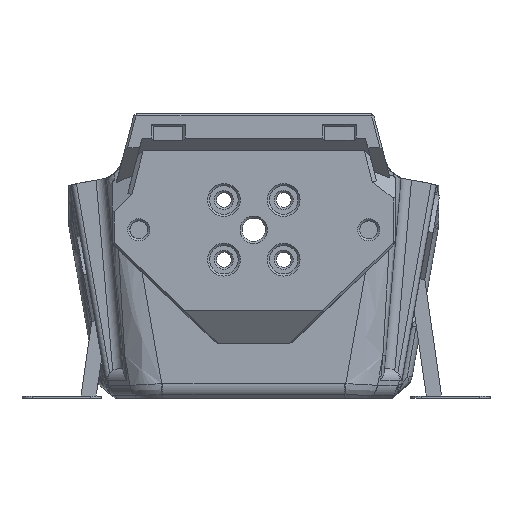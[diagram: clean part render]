
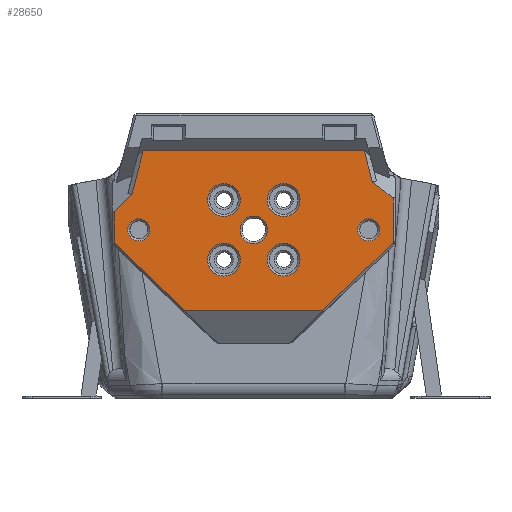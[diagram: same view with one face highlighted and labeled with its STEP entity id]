
A CAD part, front view. The second image highlights one B-rep face of the part: STEP entity #28650.
In plain terms, the highlighted planar face has unit normal (0, -1, 0).
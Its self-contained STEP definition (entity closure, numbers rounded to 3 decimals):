
#723=ELLIPSE('',#31025,0.222,0.15);
#724=ELLIPSE('',#31026,0.222,0.15);
#2284=CIRCLE('',#31027,2.1);
#2285=CIRCLE('',#31028,2.1);
#2286=CIRCLE('',#31029,2.6);
#2287=CIRCLE('',#31030,3.1);
#2288=CIRCLE('',#31031,3.1);
#2289=CIRCLE('',#31032,3.1);
#2290=CIRCLE('',#31033,3.1);
#10055=ORIENTED_EDGE('',*,*,#15068,.T.);
#10056=ORIENTED_EDGE('',*,*,#15069,.T.);
#10057=ORIENTED_EDGE('',*,*,#15070,.T.);
#10058=ORIENTED_EDGE('',*,*,#12244,.F.);
#10059=ORIENTED_EDGE('',*,*,#15071,.T.);
#10060=ORIENTED_EDGE('',*,*,#12235,.F.);
#10061=ORIENTED_EDGE('',*,*,#15072,.T.);
#10062=ORIENTED_EDGE('',*,*,#15073,.T.);
#10063=ORIENTED_EDGE('',*,*,#15074,.T.);
#10064=ORIENTED_EDGE('',*,*,#15075,.T.);
#10065=ORIENTED_EDGE('',*,*,#15076,.T.);
#10066=ORIENTED_EDGE('',*,*,#15077,.T.);
#10067=ORIENTED_EDGE('',*,*,#15078,.T.);
#10068=ORIENTED_EDGE('',*,*,#15079,.T.);
#10069=ORIENTED_EDGE('',*,*,#15080,.T.);
#10070=ORIENTED_EDGE('',*,*,#15081,.F.);
#10071=ORIENTED_EDGE('',*,*,#15082,.F.);
#10072=ORIENTED_EDGE('',*,*,#15083,.T.);
#10073=ORIENTED_EDGE('',*,*,#15084,.T.);
#12235=EDGE_CURVE('',#16200,#16201,#18717,.F.);
#12244=EDGE_CURVE('',#16209,#16210,#18726,.F.);
#15068=EDGE_CURVE('',#17986,#17987,#20301,.T.);
#15069=EDGE_CURVE('',#17987,#17988,#723,.T.);
#15070=EDGE_CURVE('',#17988,#16210,#20302,.T.);
#15071=EDGE_CURVE('',#16209,#16201,#20303,.T.);
#15072=EDGE_CURVE('',#16200,#17989,#20304,.T.);
#15073=EDGE_CURVE('',#17989,#17990,#20305,.F.);
#15074=EDGE_CURVE('',#17990,#17991,#20306,.T.);
#15075=EDGE_CURVE('',#17991,#17992,#724,.T.);
#15076=EDGE_CURVE('',#17992,#17993,#20307,.T.);
#15077=EDGE_CURVE('',#17993,#17986,#20308,.T.);
#15078=EDGE_CURVE('',#17994,#17994,#2284,.F.);
#15079=EDGE_CURVE('',#17995,#17995,#2285,.F.);
#15080=EDGE_CURVE('',#17996,#17996,#2286,.F.);
#15081=EDGE_CURVE('',#17997,#17997,#2287,.F.);
#15082=EDGE_CURVE('',#17998,#17998,#2288,.F.);
#15083=EDGE_CURVE('',#17999,#17999,#2289,.F.);
#15084=EDGE_CURVE('',#18000,#18000,#2290,.F.);
#16200=VERTEX_POINT('',#43595);
#16201=VERTEX_POINT('',#43597);
#16209=VERTEX_POINT('',#43614);
#16210=VERTEX_POINT('',#43616);
#17986=VERTEX_POINT('',#55989);
#17987=VERTEX_POINT('',#55990);
#17988=VERTEX_POINT('',#55992);
#17989=VERTEX_POINT('',#55996);
#17990=VERTEX_POINT('',#55998);
#17991=VERTEX_POINT('',#56000);
#17992=VERTEX_POINT('',#56002);
#17993=VERTEX_POINT('',#56004);
#17994=VERTEX_POINT('',#56007);
#17995=VERTEX_POINT('',#56009);
#17996=VERTEX_POINT('',#56011);
#17997=VERTEX_POINT('',#56013);
#17998=VERTEX_POINT('',#56015);
#17999=VERTEX_POINT('',#56017);
#18000=VERTEX_POINT('',#56019);
#18717=LINE('',#43596,#21096);
#18726=LINE('',#43615,#21105);
#20301=LINE('',#55988,#22680);
#20302=LINE('',#55993,#22681);
#20303=LINE('',#55994,#22682);
#20304=LINE('',#55995,#22683);
#20305=LINE('',#55997,#22684);
#20306=LINE('',#55999,#22685);
#20307=LINE('',#56003,#22686);
#20308=LINE('',#56005,#22687);
#21096=VECTOR('',#32907,1000.);
#21105=VECTOR('',#32918,1000.);
#22680=VECTOR('',#37559,1000.);
#22681=VECTOR('',#37562,1000.);
#22682=VECTOR('',#37563,1000.);
#22683=VECTOR('',#37564,1000.);
#22684=VECTOR('',#37565,1000.);
#22685=VECTOR('',#37566,1000.);
#22686=VECTOR('',#37569,1000.);
#22687=VECTOR('',#37570,1000.);
#24425=EDGE_LOOP('',(#10055,#10056,#10057,#10058,#10059,#10060,#10061,#10062,
#10063,#10064,#10065,#10066));
#24426=EDGE_LOOP('',(#10067));
#24427=EDGE_LOOP('',(#10068));
#24428=EDGE_LOOP('',(#10069));
#24429=EDGE_LOOP('',(#10070));
#24430=EDGE_LOOP('',(#10071));
#24431=EDGE_LOOP('',(#10072));
#24432=EDGE_LOOP('',(#10073));
#26169=FACE_BOUND('',#24425,.T.);
#26170=FACE_BOUND('',#24426,.T.);
#26171=FACE_BOUND('',#24427,.T.);
#26172=FACE_BOUND('',#24428,.T.);
#26173=FACE_BOUND('',#24429,.T.);
#26174=FACE_BOUND('',#24430,.T.);
#26175=FACE_BOUND('',#24431,.T.);
#26176=FACE_BOUND('',#24432,.T.);
#27158=PLANE('',#31024);
#28650=ADVANCED_FACE('',(#26169,#26170,#26171,#26172,#26173,#26174,#26175,
#26176),#27158,.T.);
#31024=AXIS2_PLACEMENT_3D('',#55987,#37557,#37558);
#31025=AXIS2_PLACEMENT_3D('',#55991,#37560,#37561);
#31026=AXIS2_PLACEMENT_3D('',#56001,#37567,#37568);
#31027=AXIS2_PLACEMENT_3D('',#56006,#37571,#37572);
#31028=AXIS2_PLACEMENT_3D('',#56008,#37573,#37574);
#31029=AXIS2_PLACEMENT_3D('',#56010,#37575,#37576);
#31030=AXIS2_PLACEMENT_3D('',#56012,#37577,#37578);
#31031=AXIS2_PLACEMENT_3D('',#56014,#37579,#37580);
#31032=AXIS2_PLACEMENT_3D('',#56016,#37581,#37582);
#31033=AXIS2_PLACEMENT_3D('',#56018,#37583,#37584);
#32907=DIRECTION('',(-1.,0.,0.));
#32918=DIRECTION('',(-0.797,0.,0.604));
#37557=DIRECTION('',(0.,-1.,0.));
#37558=DIRECTION('',(1.,0.,0.));
#37559=DIRECTION('',(0.722,0.,0.692));
#37560=DIRECTION('',(0.,-1.,0.));
#37561=DIRECTION('',(-0.92,0.,0.392));
#37562=DIRECTION('',(0.,0.,1.));
#37563=DIRECTION('',(-0.25,0.,0.968));
#37564=DIRECTION('',(-0.25,0.,-0.968));
#37565=DIRECTION('',(0.714,0.,0.7));
#37566=DIRECTION('',(0.,0.,-1.));
#37567=DIRECTION('',(0.,-1.,0.));
#37568=DIRECTION('',(-0.92,0.,-0.392));
#37569=DIRECTION('',(0.722,0.,-0.692));
#37570=DIRECTION('',(1.,0.,0.));
#37571=DIRECTION('',(0.,-1.,0.));
#37572=DIRECTION('',(1.,0.,0.));
#37573=DIRECTION('',(0.,-1.,0.));
#37574=DIRECTION('',(1.,0.,0.));
#37575=DIRECTION('',(0.,-1.,0.));
#37576=DIRECTION('',(0.,0.,-1.));
#37577=DIRECTION('',(0.,1.,0.));
#37578=DIRECTION('',(0.,0.,-1.));
#37579=DIRECTION('',(0.,1.,0.));
#37580=DIRECTION('',(0.,0.,-1.));
#37581=DIRECTION('',(0.,-1.,0.));
#37582=DIRECTION('',(0.,0.,-1.));
#37583=DIRECTION('',(0.,-1.,0.));
#37584=DIRECTION('',(0.,0.,-1.));
#43595=CARTESIAN_POINT('',(-20.926,-29.1,46.811));
#43596=CARTESIAN_POINT('',(-0.052,-29.1,46.811));
#43597=CARTESIAN_POINT('',(20.926,-29.1,46.811));
#43614=CARTESIAN_POINT('',(22.462,-29.1,40.868));
#43615=CARTESIAN_POINT('',(15.729,-29.1,45.972));
#43616=CARTESIAN_POINT('',(26.393,-29.1,37.888));
#55987=CARTESIAN_POINT('',(0.,-29.1,25.221));
#55988=CARTESIAN_POINT('',(10.556,-29.1,14.208));
#55989=CARTESIAN_POINT('',(13.09,-29.1,16.638));
#55990=CARTESIAN_POINT('',(26.361,-29.1,29.357));
#55991=CARTESIAN_POINT('',(26.181,-29.1,29.479));
#55992=CARTESIAN_POINT('',(26.393,-29.1,29.434));
#55993=CARTESIAN_POINT('',(26.393,-29.1,25.221));
#55994=CARTESIAN_POINT('',(24.847,-29.1,31.647));
#55995=CARTESIAN_POINT('',(-24.847,-29.1,31.647));
#55996=CARTESIAN_POINT('',(-23.06,-29.1,38.559));
#55997=CARTESIAN_POINT('',(-17.965,-29.1,43.552));
#55998=CARTESIAN_POINT('',(-26.393,-29.1,35.292));
#55999=CARTESIAN_POINT('',(-26.393,-29.1,25.221));
#56000=CARTESIAN_POINT('',(-26.393,-29.1,29.434));
#56001=CARTESIAN_POINT('',(-26.181,-29.1,29.479));
#56002=CARTESIAN_POINT('',(-26.361,-29.1,29.357));
#56003=CARTESIAN_POINT('',(-10.556,-29.1,14.208));
#56004=CARTESIAN_POINT('',(-13.09,-29.1,16.638));
#56005=CARTESIAN_POINT('',(-2.754,-29.1,16.638));
#56006=CARTESIAN_POINT('',(-21.75,-29.1,31.853));
#56007=CARTESIAN_POINT('',(-19.65,-29.1,31.853));
#56008=CARTESIAN_POINT('',(21.75,-29.1,31.853));
#56009=CARTESIAN_POINT('',(23.85,-29.1,31.853));
#56010=CARTESIAN_POINT('',(0.,-29.1,31.85));
#56011=CARTESIAN_POINT('',(0.,-29.1,29.25));
#56012=CARTESIAN_POINT('',(5.657,-29.1,37.507));
#56013=CARTESIAN_POINT('',(5.657,-29.1,34.407));
#56014=CARTESIAN_POINT('',(5.657,-29.1,26.193));
#56015=CARTESIAN_POINT('',(5.657,-29.1,23.093));
#56016=CARTESIAN_POINT('',(-5.657,-29.1,37.507));
#56017=CARTESIAN_POINT('',(-5.657,-29.1,34.407));
#56018=CARTESIAN_POINT('',(-5.657,-29.1,26.193));
#56019=CARTESIAN_POINT('',(-5.657,-29.1,23.093));
